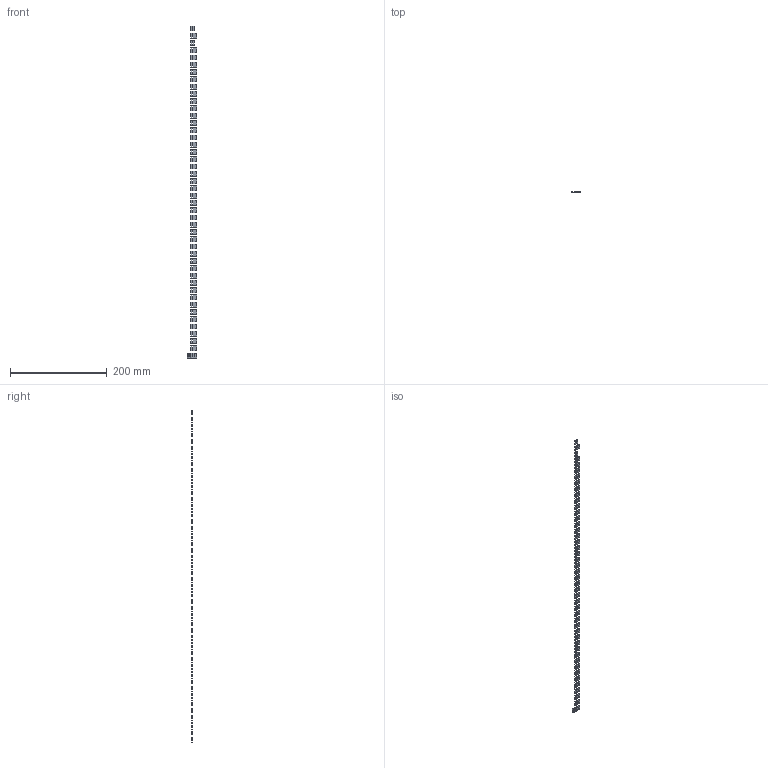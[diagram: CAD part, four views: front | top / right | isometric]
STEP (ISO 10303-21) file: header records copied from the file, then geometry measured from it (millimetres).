
FILE_DESCRIPTION(('Open CASCADE Model'),'2;1');
FILE_NAME('Open CASCADE Shape Model','2024-05-30T00:41:52',('Author'),( 'Open CASCADE'),'Open CASCADE STEP processor 7.7','Open CASCADE 7.7' ,'Unknown');
FILE_SCHEMA(('AUTOMOTIVE_DESIGN { 1 0 10303 214 1 1 1 1 }'));
Length unit declared in the file: millimetre
Products named in the file (180): Open CASCADE STEP translator 7.7 29; Open CASCADE STEP translator 7.7 29.1; Open CASCADE STEP translator 7.7 29.2; Open CASCADE STEP translator 7.7 29.3; Open CASCADE STEP translator 7.7 29.4; Open CASCADE STEP translator 7.7 29.5; Open CASCADE STEP translator 7.7 29.6; Open CASCADE STEP translator 7.7 29.7; Open CASCADE STEP translator 7.7 29.8; Open CASCADE STEP translator 7.7 29.9; Open CASCADE STEP translator 7.7 29.10; Open CASCADE STEP translator 7.7 29.11; Open CASCADE STEP translator 7.7 29.12; Open CASCADE STEP translator 7.7 29.13; Open CASCADE STEP translator 7.7 29.14; Open CASCADE STEP translator 7.7 29.15; Open CASCADE STEP translator 7.7 29.16; Open CASCADE STEP translator 7.7 29.17; Open CASCADE STEP translator 7.7 29.18; Open CASCADE STEP translator 7.7 29.19; Open CASCADE STEP translator 7.7 29.20; Open CASCADE STEP translator 7.7 29.21; Open CASCADE STEP translator 7.7 29.22; Open CASCADE STEP translator 7.7 29.23; Open CASCADE STEP translator 7.7 29.24; Open CASCADE STEP translator 7.7 29.25; Open CASCADE STEP translator 7.7 29.26; Open CASCADE STEP translator 7.7 29.27; Open CASCADE STEP translator 7.7 29.28; Open CASCADE STEP translator 7.7 29.29; Open CASCADE STEP translator 7.7 29.30; Open CASCADE STEP translator 7.7 29.31; Open CASCADE STEP translator 7.7 29.32; Open CASCADE STEP translator 7.7 29.33; Open CASCADE STEP translator 7.7 29.34; Open CASCADE STEP translator 7.7 29.35; Open CASCADE STEP translator 7.7 29.36; Open CASCADE STEP translator 7.7 29.37; Open CASCADE STEP translator 7.7 29.38; Open CASCADE STEP translator 7.7 29.39 ...
Assembly tree (179 placements, depth 2):
  Open CASCADE STEP translator 7.7 29
    Open CASCADE STEP translator 7.7 29.1
    Open CASCADE STEP translator 7.7 29.2
    Open CASCADE STEP translator 7.7 29.3
    Open CASCADE STEP translator 7.7 29.4
    Open CASCADE STEP translator 7.7 29.5
    Open CASCADE STEP translator 7.7 29.6
    Open CASCADE STEP translator 7.7 29.7
    Open CASCADE STEP translator 7.7 29.8
    Open CASCADE STEP translator 7.7 29.9
    Open CASCADE STEP translator 7.7 29.10
    Open CASCADE STEP translator 7.7 29.11
    Open CASCADE STEP translator 7.7 29.12
    Open CASCADE STEP translator 7.7 29.13
    Open CASCADE STEP translator 7.7 29.14
    Open CASCADE STEP translator 7.7 29.15
    Open CASCADE STEP translator 7.7 29.16
    Open CASCADE STEP translator 7.7 29.17
    Open CASCADE STEP translator 7.7 29.18
    Open CASCADE STEP translator 7.7 29.19
    Open CASCADE STEP translator 7.7 29.20
    Open CASCADE STEP translator 7.7 29.21
    Open CASCADE STEP translator 7.7 29.22
    Open CASCADE STEP translator 7.7 29.23
    Open CASCADE STEP translator 7.7 29.24
    Open CASCADE STEP translator 7.7 29.25
    Open CASCADE STEP translator 7.7 29.26
    Open CASCADE STEP translator 7.7 29.27
    Open CASCADE STEP translator 7.7 29.28
    Open CASCADE STEP translator 7.7 29.29
    Open CASCADE STEP translator 7.7 29.30
    Open CASCADE STEP translator 7.7 29.31
    Open CASCADE STEP translator 7.7 29.32
    Open CASCADE STEP translator 7.7 29.33
    Open CASCADE STEP translator 7.7 29.34
    Open CASCADE STEP translator 7.7 29.35
    Open CASCADE STEP translator 7.7 29.36
    Open CASCADE STEP translator 7.7 29.37
    Open CASCADE STEP translator 7.7 29.38
    Open CASCADE STEP translator 7.7 29.39
    Open CASCADE STEP translator 7.7 29.40
    Open CASCADE STEP translator 7.7 29.41
    Open CASCADE STEP translator 7.7 29.42
    Open CASCADE STEP translator 7.7 29.43
    Open CASCADE STEP translator 7.7 29.44
    Open CASCADE STEP translator 7.7 29.45
    Open CASCADE STEP translator 7.7 29.46
    Open CASCADE STEP translator 7.7 29.47
    Open CASCADE STEP translator 7.7 29.48
    Open CASCADE STEP translator 7.7 29.49
    Open CASCADE STEP translator 7.7 29.50
    Open CASCADE STEP translator 7.7 29.51
    Open CASCADE STEP translator 7.7 29.52
    Open CASCADE STEP translator 7.7 29.53
    Open CASCADE STEP translator 7.7 29.54
    Open CASCADE STEP translator 7.7 29.55
    Open CASCADE STEP translator 7.7 29.56
    Open CASCADE STEP translator 7.7 29.57
    Open CASCADE STEP translator 7.7 29.58
    Open CASCADE STEP translator 7.7 29.59
Bounding box: 19 x 1.73 x 685 mm (x, y, z)
Volume: 1995.7 mm3; surface area: 10111 mm2
Topology: 179 solids, 179 shells, 1190 faces, 2482 edges, 1650 vertices
Faces by surface type: plane 1190
Entity records: 65356 total; most frequent: CARTESIAN_POINT 10354, DIRECTION 10074, LINE 7362, VECTOR 7362, ORIENTED_EDGE 4908, PCURVE 4908, DEFINITIONAL_REPRESENTATION 4908, EDGE_CURVE 2454
